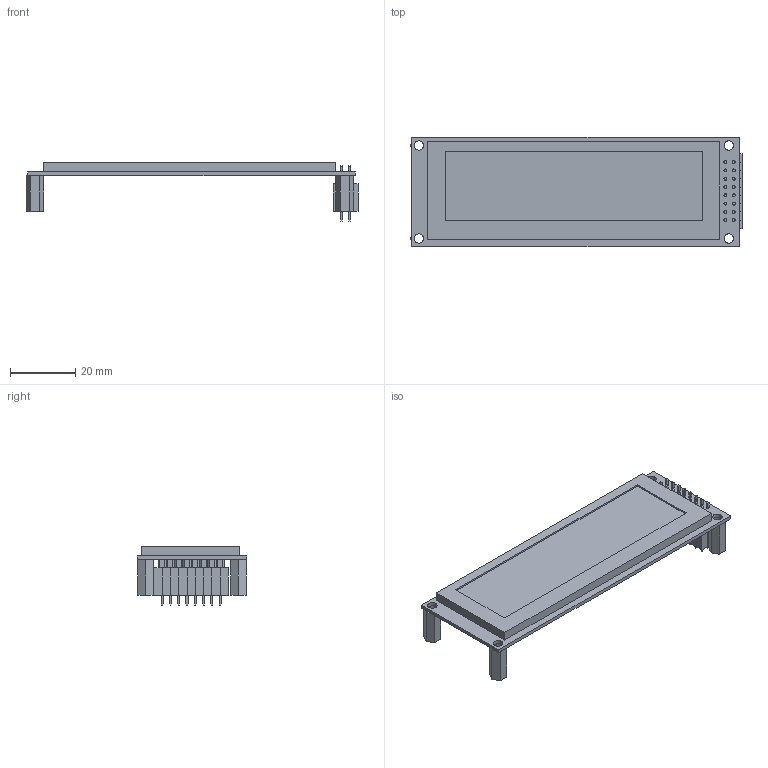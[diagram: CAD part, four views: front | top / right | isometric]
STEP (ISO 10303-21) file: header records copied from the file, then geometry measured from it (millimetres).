
FILE_DESCRIPTION(('FreeCAD Model'),'2;1');
FILE_NAME('LM320Y-256064-ASM.step','2020-03-11T22:21:29',('kicad StepUp'),( 'ksu MCAD'),'Open CASCADE STEP processor 7.3','FreeCAD','Unknown');
FILE_SCHEMA(('AUTOMOTIVE_DESIGN { 1 0 10303 214 1 1 1 1 }'));
Length unit declared in the file: millimetre
Products named in the file (1): LM320Y-256064-ASM
Bounding box: 101.75 x 33.5 x 17.95 mm (x, y, z)
Volume: 12760.5 mm3; surface area: 10120.3 mm2
Topology: 1 solids, 8 shells, 727 faces, 1934 edges, 1244 vertices
Faces by surface type: plane 639, cylinder 88
Full cylindrical faces by diameter (mm): 2.9 x8
Entity records: 27198 total; most frequent: CARTESIAN_POINT 3906, ORIENTED_EDGE 3868, DIRECTION 3562, EDGE_CURVE 1934, LINE 1762, VECTOR 1762, VERTEX_POINT 1244, AXIS2_PLACEMENT_3D 900
